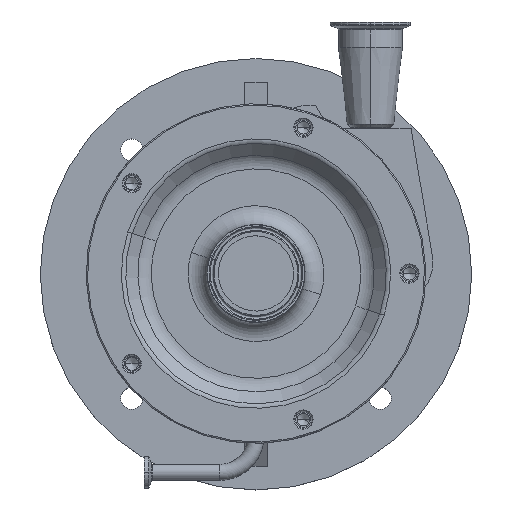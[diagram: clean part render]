
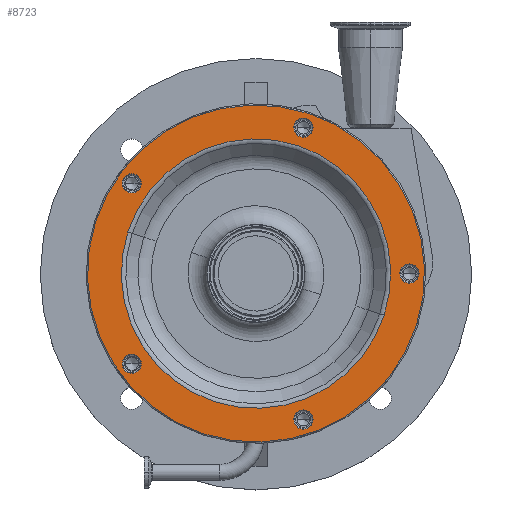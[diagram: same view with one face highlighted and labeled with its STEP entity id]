
A CAD part, top view. The second image highlights one B-rep face of the part: STEP entity #8723.
In plain terms, the highlighted planar face has unit normal (0, 0, 1).
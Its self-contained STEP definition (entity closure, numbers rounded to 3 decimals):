
#6 = EDGE_CURVE ( 'NONE', #10195, #4459, #7492, .T. ) ;
#30 = CARTESIAN_POINT ( 'NONE',  ( 37.7, -116.029, 316. ) ) ;
#205 = FACE_BOUND ( 'NONE', #860, .T. ) ;
#223 = EDGE_CURVE ( 'NONE', #7933, #10248, #2489, .T. ) ;
#357 = DIRECTION ( 'NONE',  ( 0., 0., -1. ) ) ;
#367 = ORIENTED_EDGE ( 'NONE', *, *, #6276, .T. ) ;
#454 = DIRECTION ( 'NONE',  ( -0.951, 0.309, 0. ) ) ;
#514 = EDGE_CURVE ( 'NONE', #5617, #1045, #5350, .T. ) ;
#571 = CIRCLE ( 'NONE', #3083, 7.644 ) ;
#689 = CARTESIAN_POINT ( 'NONE',  ( 127.442, -41.408, 316. ) ) ;
#860 = EDGE_LOOP ( 'NONE', ( #9742, #2796 ) ) ;
#915 = ORIENTED_EDGE ( 'NONE', *, *, #3762, .F. ) ;
#1045 = VERTEX_POINT ( 'NONE', #10397 ) ;
#1137 = DIRECTION ( 'NONE',  ( -0.951, 0.309, 0. ) ) ;
#1143 = AXIS2_PLACEMENT_3D ( 'NONE', #5678, #6454, #9906 ) ;
#1321 = EDGE_CURVE ( 'NONE', #6665, #5411, #2692, .T. ) ;
#1346 = CARTESIAN_POINT ( 'NONE',  ( 30.43, 118.391, 316. ) ) ;
#1548 = DIRECTION ( 'NONE',  ( -0.951, 0.309, 0. ) ) ;
#1787 = CARTESIAN_POINT ( 'NONE',  ( -98.7, 71.71, 316. ) ) ;
#1817 = PLANE ( 'NONE',  #1966 ) ;
#1873 = CARTESIAN_POINT ( 'NONE',  ( 41.408, 127.442, 316. ) ) ;
#1882 = DIRECTION ( 'NONE',  ( -0.951, 0.309, 0. ) ) ;
#1951 = CARTESIAN_POINT ( 'NONE',  ( 122., 0., 316. ) ) ;
#1956 = CARTESIAN_POINT ( 'NONE',  ( 129.27, -2.362, 316. ) ) ;
#1966 = AXIS2_PLACEMENT_3D ( 'NONE', #1873, #4347, #1137 ) ;
#2074 = ORIENTED_EDGE ( 'NONE', *, *, #3959, .T. ) ;
#2310 = EDGE_CURVE ( 'NONE', #5579, #11067, #7765, .T. ) ;
#2456 = CARTESIAN_POINT ( 'NONE',  ( 37.7, 116.029, 316. ) ) ;
#2483 = CARTESIAN_POINT ( 'NONE',  ( 0., 0., 316. ) ) ;
#2489 = CIRCLE ( 'NONE', #4265, 134. ) ;
#2538 = DIRECTION ( 'NONE',  ( -0.951, 0.309, 0. ) ) ;
#2623 = EDGE_LOOP ( 'NONE', ( #367, #7004 ) ) ;
#2624 = FACE_OUTER_BOUND ( 'NONE', #8079, .T. ) ;
#2692 = CIRCLE ( 'NONE', #6258, 7.644 ) ;
#2796 = ORIENTED_EDGE ( 'NONE', *, *, #6, .T. ) ;
#2838 = EDGE_LOOP ( 'NONE', ( #3453, #8008 ) ) ;
#2949 = CARTESIAN_POINT ( 'NONE',  ( -98.7, -71.71, 316. ) ) ;
#3038 = ORIENTED_EDGE ( 'NONE', *, *, #10712, .T. ) ;
#3083 = AXIS2_PLACEMENT_3D ( 'NONE', #6501, #5765, #7280 ) ;
#3224 = DIRECTION ( 'NONE',  ( 0., 0., -1. ) ) ;
#3289 = AXIS2_PLACEMENT_3D ( 'NONE', #9126, #3224, #8166 ) ;
#3323 = CIRCLE ( 'NONE', #6890, 7.644 ) ;
#3453 = ORIENTED_EDGE ( 'NONE', *, *, #6863, .T. ) ;
#3493 = CIRCLE ( 'NONE', #1143, 107.071 ) ;
#3534 = ORIENTED_EDGE ( 'NONE', *, *, #514, .T. ) ;
#3587 = CARTESIAN_POINT ( 'NONE',  ( -101.831, 33.087, 316. ) ) ;
#3762 = EDGE_CURVE ( 'NONE', #10248, #7933, #5614, .T. ) ;
#3786 = DIRECTION ( 'NONE',  ( -0.951, 0.309, 0. ) ) ;
#3959 = EDGE_CURVE ( 'NONE', #7961, #6595, #10843, .T. ) ;
#4060 = AXIS2_PLACEMENT_3D ( 'NONE', #2456, #8523, #1548 ) ;
#4066 = CARTESIAN_POINT ( 'NONE',  ( -91.43, 69.348, 316. ) ) ;
#4247 = CIRCLE ( 'NONE', #7844, 7.644 ) ;
#4265 = AXIS2_PLACEMENT_3D ( 'NONE', #8044, #357, #3786 ) ;
#4347 = DIRECTION ( 'NONE',  ( 0., 0., -1. ) ) ;
#4408 = CARTESIAN_POINT ( 'NONE',  ( -98.7, 71.71, 316. ) ) ;
#4459 = VERTEX_POINT ( 'NONE', #3587 ) ;
#4532 = EDGE_CURVE ( 'NONE', #4459, #10195, #3493, .T. ) ;
#4660 = DIRECTION ( 'NONE',  ( 0., 0., -1. ) ) ;
#4717 = CARTESIAN_POINT ( 'NONE',  ( 30.43, -113.667, 316. ) ) ;
#4768 = CIRCLE ( 'NONE', #10178, 7.644 ) ;
#4867 = AXIS2_PLACEMENT_3D ( 'NONE', #1951, #5382, #8816 ) ;
#4899 = AXIS2_PLACEMENT_3D ( 'NONE', #1787, #6103, #2538 ) ;
#5013 = EDGE_CURVE ( 'NONE', #6595, #7961, #3323, .T. ) ;
#5253 = DIRECTION ( 'NONE',  ( 0., 0., -1. ) ) ;
#5350 = CIRCLE ( 'NONE', #7685, 7.644 ) ;
#5382 = DIRECTION ( 'NONE',  ( 0., 0., -1. ) ) ;
#5392 = CARTESIAN_POINT ( 'NONE',  ( -91.43, -74.072, 316. ) ) ;
#5411 = VERTEX_POINT ( 'NONE', #8677 ) ;
#5579 = VERTEX_POINT ( 'NONE', #4717 ) ;
#5614 = CIRCLE ( 'NONE', #3289, 134. ) ;
#5617 = VERTEX_POINT ( 'NONE', #5392 ) ;
#5678 = CARTESIAN_POINT ( 'NONE',  ( 0., 0., 316. ) ) ;
#5742 = EDGE_LOOP ( 'NONE', ( #3038, #9653 ) ) ;
#5765 = DIRECTION ( 'NONE',  ( 0., 0., -1. ) ) ;
#6103 = DIRECTION ( 'NONE',  ( 0., 0., -1. ) ) ;
#6258 = AXIS2_PLACEMENT_3D ( 'NONE', #6759, #8467, #9476 ) ;
#6276 = EDGE_CURVE ( 'NONE', #11067, #5579, #4768, .T. ) ;
#6384 = CARTESIAN_POINT ( 'NONE',  ( -105.97, 74.072, 316. ) ) ;
#6454 = DIRECTION ( 'NONE',  ( 0., 0., -1. ) ) ;
#6501 = CARTESIAN_POINT ( 'NONE',  ( 122., 0., 316. ) ) ;
#6518 = CARTESIAN_POINT ( 'NONE',  ( -127.442, 41.408, 316. ) ) ;
#6560 = VERTEX_POINT ( 'NONE', #1956 ) ;
#6595 = VERTEX_POINT ( 'NONE', #6384 ) ;
#6629 = CARTESIAN_POINT ( 'NONE',  ( 44.97, -118.391, 316. ) ) ;
#6665 = VERTEX_POINT ( 'NONE', #1346 ) ;
#6759 = CARTESIAN_POINT ( 'NONE',  ( 37.7, 116.029, 316. ) ) ;
#6863 = EDGE_CURVE ( 'NONE', #5411, #6665, #9804, .T. ) ;
#6872 = FACE_BOUND ( 'NONE', #7178, .T. ) ;
#6890 = AXIS2_PLACEMENT_3D ( 'NONE', #4408, #6989, #1882 ) ;
#6967 = DIRECTION ( 'NONE',  ( -0.951, 0.309, 0. ) ) ;
#6989 = DIRECTION ( 'NONE',  ( 0., 0., -1. ) ) ;
#7004 = ORIENTED_EDGE ( 'NONE', *, *, #2310, .T. ) ;
#7153 = VERTEX_POINT ( 'NONE', #9352 ) ;
#7178 = EDGE_LOOP ( 'NONE', ( #2074, #9013 ) ) ;
#7280 = DIRECTION ( 'NONE',  ( -0.951, 0.309, 0. ) ) ;
#7492 = CIRCLE ( 'NONE', #8760, 107.071 ) ;
#7585 = ORIENTED_EDGE ( 'NONE', *, *, #7746, .T. ) ;
#7611 = FACE_BOUND ( 'NONE', #2623, .T. ) ;
#7639 = DIRECTION ( 'NONE',  ( -0.951, 0.309, 0. ) ) ;
#7685 = AXIS2_PLACEMENT_3D ( 'NONE', #8209, #4660, #454 ) ;
#7722 = FACE_BOUND ( 'NONE', #9457, .T. ) ;
#7746 = EDGE_CURVE ( 'NONE', #1045, #5617, #4247, .T. ) ;
#7765 = CIRCLE ( 'NONE', #11002, 7.644 ) ;
#7844 = AXIS2_PLACEMENT_3D ( 'NONE', #2949, #9128, #10646 ) ;
#7933 = VERTEX_POINT ( 'NONE', #689 ) ;
#7961 = VERTEX_POINT ( 'NONE', #4066 ) ;
#8008 = ORIENTED_EDGE ( 'NONE', *, *, #1321, .T. ) ;
#8044 = CARTESIAN_POINT ( 'NONE',  ( 0., 0., 316. ) ) ;
#8079 = EDGE_LOOP ( 'NONE', ( #915, #11088 ) ) ;
#8166 = DIRECTION ( 'NONE',  ( -0.951, 0.309, 0. ) ) ;
#8209 = CARTESIAN_POINT ( 'NONE',  ( -98.7, -71.71, 316. ) ) ;
#8467 = DIRECTION ( 'NONE',  ( 0., 0., -1. ) ) ;
#8470 = CIRCLE ( 'NONE', #4867, 7.644 ) ;
#8523 = DIRECTION ( 'NONE',  ( 0., 0., -1. ) ) ;
#8677 = CARTESIAN_POINT ( 'NONE',  ( 44.97, 113.667, 316. ) ) ;
#8723 = ADVANCED_FACE ( 'NONE', ( #9418, #7611, #7722, #6872, #10319, #2624, #205 ), #1817, .F. ) ;
#8760 = AXIS2_PLACEMENT_3D ( 'NONE', #2483, #9333, #7639 ) ;
#8816 = DIRECTION ( 'NONE',  ( -0.951, 0.309, 0. ) ) ;
#9013 = ORIENTED_EDGE ( 'NONE', *, *, #5013, .T. ) ;
#9126 = CARTESIAN_POINT ( 'NONE',  ( 0., 0., 316. ) ) ;
#9128 = DIRECTION ( 'NONE',  ( 0., 0., -1. ) ) ;
#9333 = DIRECTION ( 'NONE',  ( 0., 0., -1. ) ) ;
#9352 = CARTESIAN_POINT ( 'NONE',  ( 114.73, 2.362, 316. ) ) ;
#9418 = FACE_BOUND ( 'NONE', #5742, .T. ) ;
#9457 = EDGE_LOOP ( 'NONE', ( #3534, #7585 ) ) ;
#9476 = DIRECTION ( 'NONE',  ( -0.951, 0.309, 0. ) ) ;
#9536 = CARTESIAN_POINT ( 'NONE',  ( 37.7, -116.029, 316. ) ) ;
#9653 = ORIENTED_EDGE ( 'NONE', *, *, #10579, .T. ) ;
#9678 = CARTESIAN_POINT ( 'NONE',  ( 101.831, -33.087, 316. ) ) ;
#9742 = ORIENTED_EDGE ( 'NONE', *, *, #4532, .T. ) ;
#9804 = CIRCLE ( 'NONE', #4060, 7.644 ) ;
#9906 = DIRECTION ( 'NONE',  ( -0.951, 0.309, 0. ) ) ;
#10178 = AXIS2_PLACEMENT_3D ( 'NONE', #30, #10310, #6967 ) ;
#10195 = VERTEX_POINT ( 'NONE', #9678 ) ;
#10248 = VERTEX_POINT ( 'NONE', #6518 ) ;
#10310 = DIRECTION ( 'NONE',  ( 0., 0., -1. ) ) ;
#10319 = FACE_BOUND ( 'NONE', #2838, .T. ) ;
#10397 = CARTESIAN_POINT ( 'NONE',  ( -105.97, -69.348, 316. ) ) ;
#10579 = EDGE_CURVE ( 'NONE', #7153, #6560, #8470, .T. ) ;
#10646 = DIRECTION ( 'NONE',  ( -0.951, 0.309, 0. ) ) ;
#10712 = EDGE_CURVE ( 'NONE', #6560, #7153, #571, .T. ) ;
#10843 = CIRCLE ( 'NONE', #4899, 7.644 ) ;
#11002 = AXIS2_PLACEMENT_3D ( 'NONE', #9536, #5253, #11004 ) ;
#11004 = DIRECTION ( 'NONE',  ( -0.951, 0.309, 0. ) ) ;
#11067 = VERTEX_POINT ( 'NONE', #6629 ) ;
#11088 = ORIENTED_EDGE ( 'NONE', *, *, #223, .F. ) ;
